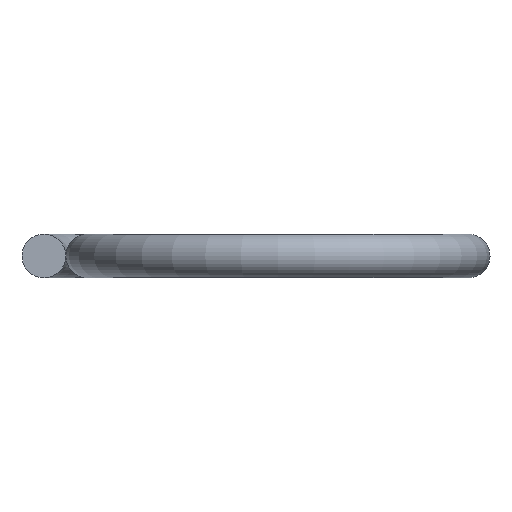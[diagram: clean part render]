
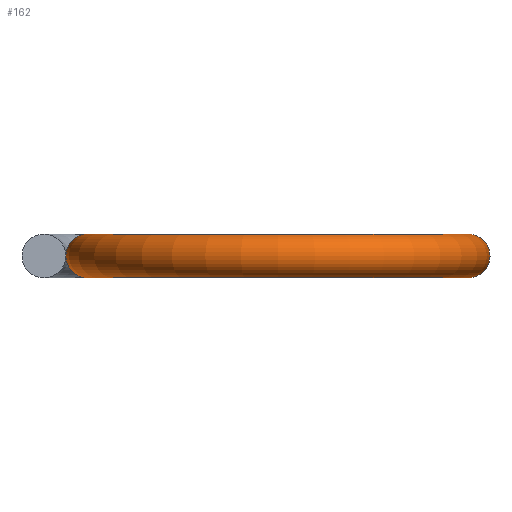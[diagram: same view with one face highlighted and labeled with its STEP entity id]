
A CAD part, front view. The second image highlights one B-rep face of the part: STEP entity #162.
In plain terms, the highlighted toroidal (fillet/blend) face has major radius 3.25 mm and minor radius 0.375 mm.
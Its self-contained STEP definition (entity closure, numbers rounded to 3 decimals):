
#18=TOROIDAL_SURFACE('',#193,3.25,0.375);
#23=FACE_OUTER_BOUND('',#32,.T.);
#32=EDGE_LOOP('',(#126,#127,#128,#129,#130,#131));
#56=CIRCLE('',#191,0.375);
#57=CIRCLE('',#192,0.375);
#58=CIRCLE('',#194,2.875);
#59=CIRCLE('',#195,0.375);
#60=CIRCLE('',#196,0.375);
#74=VERTEX_POINT('',#289);
#75=VERTEX_POINT('',#291);
#76=VERTEX_POINT('',#295);
#77=VERTEX_POINT('',#297);
#92=EDGE_CURVE('',#74,#75,#56,.T.);
#93=EDGE_CURVE('',#75,#74,#57,.T.);
#94=EDGE_CURVE('',#75,#76,#58,.T.);
#95=EDGE_CURVE('',#76,#77,#59,.T.);
#96=EDGE_CURVE('',#77,#76,#60,.T.);
#126=ORIENTED_EDGE('',*,*,#92,.F.);
#127=ORIENTED_EDGE('',*,*,#93,.F.);
#128=ORIENTED_EDGE('',*,*,#94,.T.);
#129=ORIENTED_EDGE('',*,*,#95,.T.);
#130=ORIENTED_EDGE('',*,*,#96,.T.);
#131=ORIENTED_EDGE('',*,*,#94,.F.);
#162=ADVANCED_FACE('',(#23),#18,.T.);
#191=AXIS2_PLACEMENT_3D('',#292,#232,#233);
#192=AXIS2_PLACEMENT_3D('',#293,#234,#235);
#193=AXIS2_PLACEMENT_3D('',#294,#236,#237);
#194=AXIS2_PLACEMENT_3D('',#296,#238,#239);
#195=AXIS2_PLACEMENT_3D('',#298,#240,#241);
#196=AXIS2_PLACEMENT_3D('',#299,#242,#243);
#232=DIRECTION('center_axis',(0.,1.,0.));
#233=DIRECTION('ref_axis',(1.,0.,0.));
#234=DIRECTION('center_axis',(0.,1.,0.));
#235=DIRECTION('ref_axis',(1.,0.,0.));
#236=DIRECTION('center_axis',(0.,0.,-1.));
#237=DIRECTION('ref_axis',(-1.,0.,0.));
#238=DIRECTION('center_axis',(0.,0.,1.));
#239=DIRECTION('ref_axis',(-1.,0.,0.));
#240=DIRECTION('center_axis',(0.,-1.,0.));
#241=DIRECTION('ref_axis',(-1.,0.,0.));
#242=DIRECTION('center_axis',(0.,-1.,0.));
#243=DIRECTION('ref_axis',(-1.,0.,0.));
#289=CARTESIAN_POINT('',(0.375,-10.,0.));
#291=CARTESIAN_POINT('',(1.125,-10.,0.));
#292=CARTESIAN_POINT('Origin',(0.75,-10.,0.));
#293=CARTESIAN_POINT('Origin',(0.75,-10.,0.));
#294=CARTESIAN_POINT('Origin',(4.,-10.,0.));
#295=CARTESIAN_POINT('',(6.875,-10.,0.));
#296=CARTESIAN_POINT('Origin',(4.,-10.,0.));
#297=CARTESIAN_POINT('',(7.625,-10.,0.));
#298=CARTESIAN_POINT('Origin',(7.25,-10.,0.));
#299=CARTESIAN_POINT('Origin',(7.25,-10.,0.));
